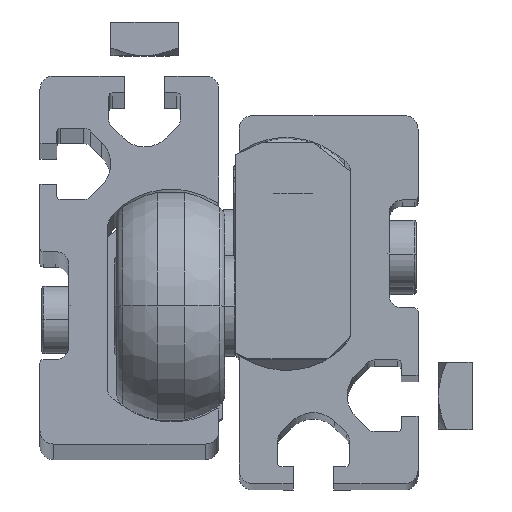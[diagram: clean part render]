
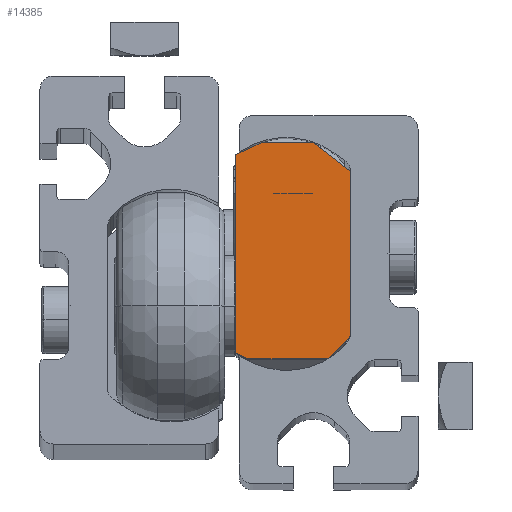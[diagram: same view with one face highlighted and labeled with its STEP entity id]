
A CAD part, top view. The second image highlights one B-rep face of the part: STEP entity #14385.
In plain terms, the highlighted face is planar.
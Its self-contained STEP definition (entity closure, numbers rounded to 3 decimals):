
#363 = CARTESIAN_POINT ( 'NONE',  ( -19., 16.5, 3. ) ) ;
#441 = CARTESIAN_POINT ( 'NONE',  ( -19., -12.2, 8.5 ) ) ;
#929 = VECTOR ( 'NONE', #17321, 1000. ) ;
#939 = DIRECTION ( 'NONE',  ( 0., 1., 0. ) ) ;
#1624 = LINE ( 'NONE', #4725, #4104 ) ;
#2340 = EDGE_CURVE ( 'NONE', #13374, #18393, #1624, .T. ) ;
#2902 = DIRECTION ( 'NONE',  ( 0., -1., 0. ) ) ;
#2994 = CARTESIAN_POINT ( 'NONE',  ( -19., 12.203, 8.5 ) ) ;
#3359 = LINE ( 'NONE', #10855, #13066 ) ;
#3446 = DIRECTION ( 'NONE',  ( -1., 0., 0. ) ) ;
#3577 = EDGE_CURVE ( 'NONE', #6507, #17056, #3359, .T. ) ;
#3820 = LINE ( 'NONE', #18381, #16278 ) ;
#4104 = VECTOR ( 'NONE', #7623, 1000. ) ;
#4483 = ORIENTED_EDGE ( 'NONE', *, *, #3577, .F. ) ;
#4725 = CARTESIAN_POINT ( 'NONE',  ( -19., 12.203, 8.5 ) ) ;
#4891 = EDGE_LOOP ( 'NONE', ( #9915, #9268, #6656, #12425, #14662, #19768, #4483, #10335 ) ) ;
#5309 = AXIS2_PLACEMENT_3D ( 'NONE', #11347, #3446, #16140 ) ;
#5767 = CARTESIAN_POINT ( 'NONE',  ( -19., 16.5, -4.6 ) ) ;
#6056 = CARTESIAN_POINT ( 'NONE',  ( -19., -15.5, -6.7 ) ) ;
#6115 = LINE ( 'NONE', #17435, #11933 ) ;
#6507 = VERTEX_POINT ( 'NONE', #441 ) ;
#6537 = CARTESIAN_POINT ( 'NONE',  ( -19., -14.661, -8.5 ) ) ;
#6656 = ORIENTED_EDGE ( 'NONE', *, *, #14541, .T. ) ;
#7084 = LINE ( 'NONE', #11981, #19453 ) ;
#7623 = DIRECTION ( 'NONE',  ( 0., 0.616, -0.788 ) ) ;
#8589 = EDGE_CURVE ( 'NONE', #18753, #18393, #8879, .T. ) ;
#8879 = LINE ( 'NONE', #5767, #18546 ) ;
#9072 = EDGE_CURVE ( 'NONE', #17056, #11533, #7084, .T. ) ;
#9268 = ORIENTED_EDGE ( 'NONE', *, *, #8589, .F. ) ;
#9651 = VERTEX_POINT ( 'NONE', #6537 ) ;
#9915 = ORIENTED_EDGE ( 'NONE', *, *, #2340, .T. ) ;
#10335 = ORIENTED_EDGE ( 'NONE', *, *, #15011, .T. ) ;
#10855 = CARTESIAN_POINT ( 'NONE',  ( -19., -12.2, 8.5 ) ) ;
#10902 = DIRECTION ( 'NONE',  ( 0., -0.423, -0.906 ) ) ;
#11093 = CARTESIAN_POINT ( 'NONE',  ( -19., -14.661, -8.5 ) ) ;
#11231 = EDGE_CURVE ( 'NONE', #9651, #11533, #18906, .T. ) ;
#11347 = CARTESIAN_POINT ( 'NONE',  ( -19., 1.5, 22.2 ) ) ;
#11533 = VERTEX_POINT ( 'NONE', #6056 ) ;
#11766 = CARTESIAN_POINT ( 'NONE',  ( -19., 16.5, -4.6 ) ) ;
#11867 = DIRECTION ( 'NONE',  ( 0., 0., -1. ) ) ;
#11933 = VECTOR ( 'NONE', #10902, 1000. ) ;
#11981 = CARTESIAN_POINT ( 'NONE',  ( -19., -15.5, 5.2 ) ) ;
#12425 = ORIENTED_EDGE ( 'NONE', *, *, #16226, .T. ) ;
#12462 = CARTESIAN_POINT ( 'NONE',  ( -19., 14.681, -8.5 ) ) ;
#12775 = CARTESIAN_POINT ( 'NONE',  ( -19., 14.681, -8.5 ) ) ;
#12929 = PLANE ( 'NONE',  #5309 ) ;
#13066 = VECTOR ( 'NONE', #17180, 1000. ) ;
#13374 = VERTEX_POINT ( 'NONE', #2994 ) ;
#14227 = LINE ( 'NONE', #12462, #15342 ) ;
#14385 = ADVANCED_FACE ( 'NONE', ( #19071 ), #12929, .T. ) ;
#14541 = EDGE_CURVE ( 'NONE', #18753, #15271, #6115, .T. ) ;
#14662 = ORIENTED_EDGE ( 'NONE', *, *, #11231, .T. ) ;
#15011 = EDGE_CURVE ( 'NONE', #6507, #13374, #3820, .T. ) ;
#15271 = VERTEX_POINT ( 'NONE', #12775 ) ;
#15342 = VECTOR ( 'NONE', #2902, 1000. ) ;
#16140 = DIRECTION ( 'NONE',  ( 0., 0., 1. ) ) ;
#16226 = EDGE_CURVE ( 'NONE', #15271, #9651, #14227, .T. ) ;
#16278 = VECTOR ( 'NONE', #939, 1000. ) ;
#17056 = VERTEX_POINT ( 'NONE', #20411 ) ;
#17180 = DIRECTION ( 'NONE',  ( 0., -0.707, -0.707 ) ) ;
#17321 = DIRECTION ( 'NONE',  ( 0., -0.423, 0.906 ) ) ;
#17435 = CARTESIAN_POINT ( 'NONE',  ( -19., 16.5, -4.6 ) ) ;
#18226 = DIRECTION ( 'NONE',  ( 0., 0., 1. ) ) ;
#18381 = CARTESIAN_POINT ( 'NONE',  ( -19., -12.2, 8.5 ) ) ;
#18393 = VERTEX_POINT ( 'NONE', #363 ) ;
#18546 = VECTOR ( 'NONE', #18226, 1000. ) ;
#18753 = VERTEX_POINT ( 'NONE', #11766 ) ;
#18906 = LINE ( 'NONE', #11093, #929 ) ;
#19071 = FACE_OUTER_BOUND ( 'NONE', #4891, .T. ) ;
#19453 = VECTOR ( 'NONE', #11867, 1000. ) ;
#19768 = ORIENTED_EDGE ( 'NONE', *, *, #9072, .F. ) ;
#20411 = CARTESIAN_POINT ( 'NONE',  ( -19., -15.5, 5.2 ) ) ;
